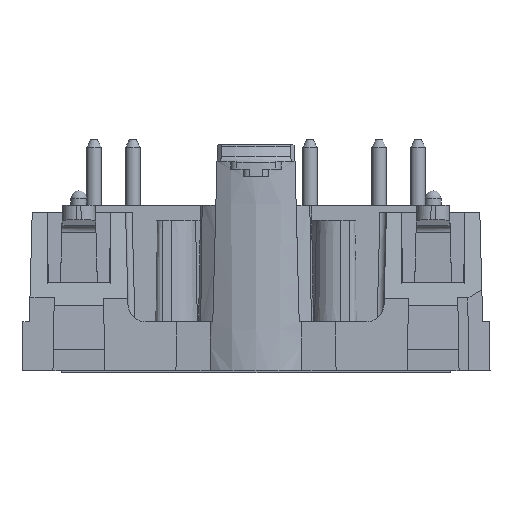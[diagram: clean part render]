
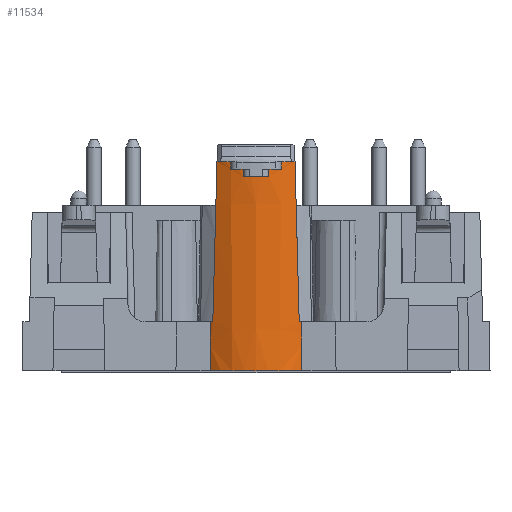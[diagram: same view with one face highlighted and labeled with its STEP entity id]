
A CAD part, left-side view. The second image highlights one B-rep face of the part: STEP entity #11534.
In plain terms, the highlighted conical face has half-angle 0.516 degrees and reference radius 5.5 mm.
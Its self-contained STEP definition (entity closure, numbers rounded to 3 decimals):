
#42=ELLIPSE('',#15759,283.039,6.957);
#43=ELLIPSE('',#15775,283.039,6.957);
#84=ELLIPSE('',#15969,248.172,3.71);
#85=ELLIPSE('',#15972,248.172,3.71);
#231=CONICAL_SURFACE('',#15970,5.5,0.009);
#334=CIRCLE('',#15761,5.6);
#335=CIRCLE('',#15764,5.595);
#336=CIRCLE('',#15767,5.591);
#337=CIRCLE('',#15770,5.595);
#338=CIRCLE('',#15773,5.6);
#393=CIRCLE('',#15952,5.5);
#395=CIRCLE('',#15955,5.5);
#399=CIRCLE('',#15971,5.469);
#788=B_SPLINE_CURVE_WITH_KNOTS('',3,(#22660,#22661,#22662,#22663),
 .UNSPECIFIED.,.F.,.F.,(4,4),(0.002,0.002),
 .UNSPECIFIED.);
#789=B_SPLINE_CURVE_WITH_KNOTS('',3,(#22671,#22672,#22673,#22674),
 .UNSPECIFIED.,.F.,.F.,(4,4),(0.002,0.003),
 .UNSPECIFIED.);
#790=B_SPLINE_CURVE_WITH_KNOTS('',3,(#22682,#22683,#22684,#22685),
 .UNSPECIFIED.,.F.,.F.,(4,4),(0.002,0.002),
 .UNSPECIFIED.);
#791=B_SPLINE_CURVE_WITH_KNOTS('',3,(#22693,#22694,#22695,#22696),
 .UNSPECIFIED.,.F.,.F.,(4,4),(0.002,0.002),
 .UNSPECIFIED.);
#2527=ORIENTED_EDGE('',*,*,#5115,.F.);
#2528=ORIENTED_EDGE('',*,*,#5116,.F.);
#2529=ORIENTED_EDGE('',*,*,#5091,.T.);
#2530=ORIENTED_EDGE('',*,*,#4898,.F.);
#2531=ORIENTED_EDGE('',*,*,#4896,.T.);
#2532=ORIENTED_EDGE('',*,*,#4894,.T.);
#2533=ORIENTED_EDGE('',*,*,#4892,.T.);
#2534=ORIENTED_EDGE('',*,*,#4890,.T.);
#2535=ORIENTED_EDGE('',*,*,#4888,.T.);
#2536=ORIENTED_EDGE('',*,*,#4886,.T.);
#2537=ORIENTED_EDGE('',*,*,#4884,.T.);
#2538=ORIENTED_EDGE('',*,*,#4882,.T.);
#2539=ORIENTED_EDGE('',*,*,#4880,.T.);
#2540=ORIENTED_EDGE('',*,*,#4878,.F.);
#2541=ORIENTED_EDGE('',*,*,#5089,.T.);
#2542=ORIENTED_EDGE('',*,*,#5113,.T.);
#4878=EDGE_CURVE('',#6349,#6350,#42,.F.);
#4880=EDGE_CURVE('',#6351,#6350,#334,.T.);
#4882=EDGE_CURVE('',#6352,#6351,#788,.T.);
#4884=EDGE_CURVE('',#6353,#6352,#335,.T.);
#4886=EDGE_CURVE('',#6354,#6353,#789,.T.);
#4888=EDGE_CURVE('',#6355,#6354,#336,.T.);
#4890=EDGE_CURVE('',#6356,#6355,#790,.T.);
#4892=EDGE_CURVE('',#6357,#6356,#337,.T.);
#4894=EDGE_CURVE('',#6358,#6357,#791,.T.);
#4896=EDGE_CURVE('',#6359,#6358,#338,.T.);
#4898=EDGE_CURVE('',#6359,#6360,#43,.F.);
#5089=EDGE_CURVE('',#6349,#6482,#393,.T.);
#5091=EDGE_CURVE('',#6483,#6360,#395,.T.);
#5113=EDGE_CURVE('',#6482,#6502,#84,.F.);
#5115=EDGE_CURVE('',#6503,#6502,#399,.F.);
#5116=EDGE_CURVE('',#6483,#6503,#85,.T.);
#6349=VERTEX_POINT('',#22651);
#6350=VERTEX_POINT('',#22653);
#6351=VERTEX_POINT('',#22657);
#6352=VERTEX_POINT('',#22664);
#6353=VERTEX_POINT('',#22668);
#6354=VERTEX_POINT('',#22675);
#6355=VERTEX_POINT('',#22679);
#6356=VERTEX_POINT('',#22686);
#6357=VERTEX_POINT('',#22690);
#6358=VERTEX_POINT('',#22697);
#6359=VERTEX_POINT('',#22701);
#6360=VERTEX_POINT('',#22705);
#6482=VERTEX_POINT('',#23101);
#6483=VERTEX_POINT('',#23105);
#6502=VERTEX_POINT('',#23154);
#6503=VERTEX_POINT('',#23159);
#9536=EDGE_LOOP('',(#2527,#2528,#2529,#2530,#2531,#2532,#2533,#2534,#2535,
#2536,#2537,#2538,#2539,#2540,#2541,#2542));
#10346=FACE_BOUND('',#9536,.T.);
#11534=ADVANCED_FACE('',(#10346),#231,.T.);
#15759=AXIS2_PLACEMENT_3D('',#22652,#17419,#17420);
#15761=AXIS2_PLACEMENT_3D('',#22656,#17424,#17425);
#15764=AXIS2_PLACEMENT_3D('',#22667,#17432,#17433);
#15767=AXIS2_PLACEMENT_3D('',#22678,#17440,#17441);
#15770=AXIS2_PLACEMENT_3D('',#22689,#17448,#17449);
#15773=AXIS2_PLACEMENT_3D('',#22700,#17456,#17457);
#15775=AXIS2_PLACEMENT_3D('',#22704,#17461,#17462);
#15952=AXIS2_PLACEMENT_3D('',#23102,#17913,#17914);
#15955=AXIS2_PLACEMENT_3D('',#23106,#17919,#17920);
#15969=AXIS2_PLACEMENT_3D('',#23155,#17963,#17964);
#15970=AXIS2_PLACEMENT_3D('',#23157,#17966,#17967);
#15971=AXIS2_PLACEMENT_3D('',#23158,#17968,#17969);
#15972=AXIS2_PLACEMENT_3D('',#23160,#17970,#17971);
#17419=DIRECTION('',(0.,-1.,-0.026));
#17420=DIRECTION('',(0.,-0.026,1.));
#17424=DIRECTION('',(0.,0.,-1.));
#17425=DIRECTION('',(-1.,0.,0.));
#17432=DIRECTION('',(0.,0.,-1.));
#17433=DIRECTION('',(-1.,0.,0.));
#17440=DIRECTION('',(0.,0.,-1.));
#17441=DIRECTION('',(-1.,0.,0.));
#17448=DIRECTION('',(0.,0.,-1.));
#17449=DIRECTION('',(-1.,0.,0.));
#17456=DIRECTION('',(0.,0.,-1.));
#17457=DIRECTION('',(-1.,0.,0.));
#17461=DIRECTION('',(0.,1.,-0.026));
#17462=DIRECTION('',(0.,0.026,1.));
#17913=DIRECTION('',(0.,0.,-1.));
#17914=DIRECTION('',(-1.,0.,0.));
#17919=DIRECTION('',(0.,0.,-1.));
#17920=DIRECTION('',(-1.,0.,0.));
#17963=DIRECTION('',(1.,0.,0.017));
#17964=DIRECTION('',(-0.017,0.,1.));
#17966=DIRECTION('',(0.,0.,1.));
#17967=DIRECTION('',(-1.,0.,0.));
#17968=DIRECTION('',(0.,0.,1.));
#17969=DIRECTION('',(1.,0.,0.));
#17970=DIRECTION('',(1.,0.,0.017));
#17971=DIRECTION('',(-0.017,0.,1.));
#22651=CARTESIAN_POINT('',(-32.11,3.,3.4));
#22652=CARTESIAN_POINT('',(-27.5,-2.549,215.309));
#22653=CARTESIAN_POINT('',(-32.401,2.709,14.5));
#22656=CARTESIAN_POINT('',(-27.5,0.,14.5));
#22657=CARTESIAN_POINT('',(-32.82,1.75,14.5));
#22660=CARTESIAN_POINT('',(-32.815,1.75,14.));
#22661=CARTESIAN_POINT('',(-32.816,1.75,14.167));
#22662=CARTESIAN_POINT('',(-32.818,1.75,14.333));
#22663=CARTESIAN_POINT('',(-32.82,1.75,14.5));
#22664=CARTESIAN_POINT('',(-32.815,1.75,14.));
#22667=CARTESIAN_POINT('',(-27.5,0.,14.));
#22668=CARTESIAN_POINT('',(-33.023,0.9,14.));
#22671=CARTESIAN_POINT('',(-33.018,0.9,13.5));
#22672=CARTESIAN_POINT('',(-33.02,0.9,13.667));
#22673=CARTESIAN_POINT('',(-33.021,0.9,13.833));
#22674=CARTESIAN_POINT('',(-33.023,0.9,14.));
#22675=CARTESIAN_POINT('',(-33.018,0.9,13.5));
#22678=CARTESIAN_POINT('',(-27.5,0.,13.5));
#22679=CARTESIAN_POINT('',(-33.018,-0.9,13.5));
#22682=CARTESIAN_POINT('',(-33.023,-0.9,14.));
#22683=CARTESIAN_POINT('',(-33.021,-0.9,13.833));
#22684=CARTESIAN_POINT('',(-33.02,-0.9,13.667));
#22685=CARTESIAN_POINT('',(-33.018,-0.9,13.5));
#22686=CARTESIAN_POINT('',(-33.023,-0.9,14.));
#22689=CARTESIAN_POINT('',(-27.5,0.,14.));
#22690=CARTESIAN_POINT('',(-32.815,-1.75,14.));
#22693=CARTESIAN_POINT('',(-32.82,-1.75,14.5));
#22694=CARTESIAN_POINT('',(-32.818,-1.75,14.333));
#22695=CARTESIAN_POINT('',(-32.816,-1.75,14.167));
#22696=CARTESIAN_POINT('',(-32.815,-1.75,14.));
#22697=CARTESIAN_POINT('',(-32.82,-1.75,14.5));
#22700=CARTESIAN_POINT('',(-27.5,0.,14.5));
#22701=CARTESIAN_POINT('',(-32.401,-2.709,14.5));
#22704=CARTESIAN_POINT('',(-27.5,2.549,215.309));
#22705=CARTESIAN_POINT('',(-32.11,-3.,3.4));
#23101=CARTESIAN_POINT('',(-32.,3.162,3.4));
#23102=CARTESIAN_POINT('',(-27.5,0.,3.4));
#23105=CARTESIAN_POINT('',(-32.,-3.162,3.4));
#23106=CARTESIAN_POINT('',(-27.5,0.,3.4));
#23154=CARTESIAN_POINT('',(-31.941,3.193,0.));
#23155=CARTESIAN_POINT('',(-29.735,0.,-126.336));
#23157=CARTESIAN_POINT('',(-27.5,0.,3.4));
#23158=CARTESIAN_POINT('',(-27.5,0.,0.));
#23159=CARTESIAN_POINT('',(-31.941,-3.193,0.));
#23160=CARTESIAN_POINT('',(-29.735,0.,-126.336));
